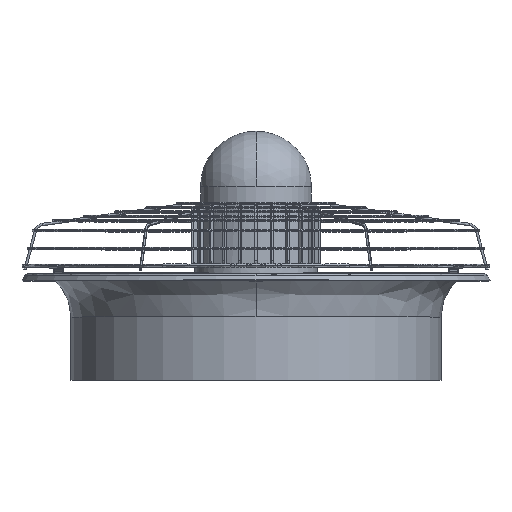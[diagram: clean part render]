
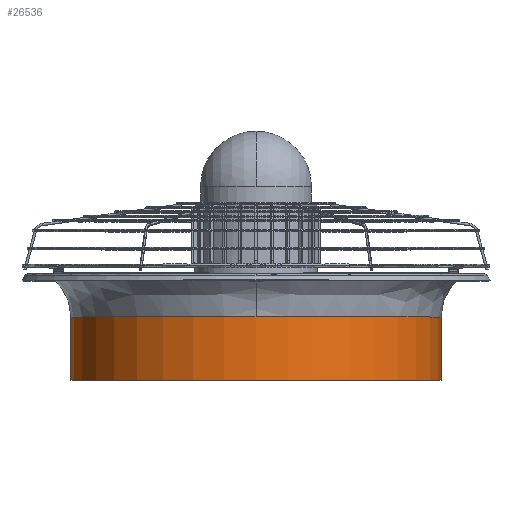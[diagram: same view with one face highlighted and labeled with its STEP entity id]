
A CAD part, top view. The second image highlights one B-rep face of the part: STEP entity #26536.
In plain terms, the highlighted cylindrical face has radius 257 mm (diameter 514 mm), a partial arc.
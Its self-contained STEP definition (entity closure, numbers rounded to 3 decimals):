
#700 = CARTESIAN_POINT ( 'NONE',  ( -221.9, 672.568, 0. ) ) ;
#1479 = CARTESIAN_POINT ( 'NONE',  ( 35.1, 628.568, 0. ) ) ;
#1799 = DIRECTION ( 'NONE',  ( 0., -1., 0. ) ) ;
#2198 = CARTESIAN_POINT ( 'NONE',  ( 35.1, 672.568, 0. ) ) ;
#2769 = ORIENTED_EDGE ( 'NONE', *, *, #42188, .F. ) ;
#3467 = VERTEX_POINT ( 'NONE', #700 ) ;
#4057 = ORIENTED_EDGE ( 'NONE', *, *, #41181, .T. ) ;
#5097 = CARTESIAN_POINT ( 'NONE',  ( 35.1, 672.568, 0. ) ) ;
#7775 = CIRCLE ( 'NONE', #8832, 257. ) ;
#8591 = CARTESIAN_POINT ( 'NONE',  ( 292.1, 628.568, 0. ) ) ;
#8832 = AXIS2_PLACEMENT_3D ( 'NONE', #29283, #16039, #44059 ) ;
#10668 = CARTESIAN_POINT ( 'NONE',  ( -221.9, 628.568, 0. ) ) ;
#15831 = LINE ( 'NONE', #10668, #34924 ) ;
#16039 = DIRECTION ( 'NONE',  ( 0., 1., 0. ) ) ;
#16311 = DIRECTION ( 'NONE',  ( 1., 0., 0. ) ) ;
#17446 = CIRCLE ( 'NONE', #30546, 257. ) ;
#17935 = AXIS2_PLACEMENT_3D ( 'NONE', #5097, #32563, #35162 ) ;
#19256 = CARTESIAN_POINT ( 'NONE',  ( -221.9, 584.568, 0. ) ) ;
#22476 = DIRECTION ( 'NONE',  ( 0., -1., 0. ) ) ;
#26183 = DIRECTION ( 'NONE',  ( 1., 0., 0. ) ) ;
#26496 = AXIS2_PLACEMENT_3D ( 'NONE', #1479, #1799, #16311 ) ;
#26536 = ADVANCED_FACE ( 'NONE', ( #30138 ), #27395, .T. ) ;
#27251 = EDGE_CURVE ( 'NONE', #3467, #37537, #15831, .T. ) ;
#27395 = CYLINDRICAL_SURFACE ( 'NONE', #26496, 257. ) ;
#27425 = ORIENTED_EDGE ( 'NONE', *, *, #42817, .T. ) ;
#29283 = CARTESIAN_POINT ( 'NONE',  ( 35.1, 584.568, 0. ) ) ;
#30138 = FACE_OUTER_BOUND ( 'NONE', #33962, .T. ) ;
#30546 = AXIS2_PLACEMENT_3D ( 'NONE', #2198, #33337, #26183 ) ;
#31230 = VERTEX_POINT ( 'NONE', #36453 ) ;
#32563 = DIRECTION ( 'NONE',  ( 0., -1., 0. ) ) ;
#33182 = ORIENTED_EDGE ( 'NONE', *, *, #27251, .T. ) ;
#33337 = DIRECTION ( 'NONE',  ( 0., -1., 0. ) ) ;
#33962 = EDGE_LOOP ( 'NONE', ( #27425, #4057, #33182, #44596, #2769 ) ) ;
#34206 = CARTESIAN_POINT ( 'NONE',  ( 35.1, 672.568, 257. ) ) ;
#34381 = DIRECTION ( 'NONE',  ( 0., -1., 0. ) ) ;
#34469 = VECTOR ( 'NONE', #22476, 1000. ) ;
#34924 = VECTOR ( 'NONE', #34381, 1000. ) ;
#35162 = DIRECTION ( 'NONE',  ( 1., 0., 0. ) ) ;
#36453 = CARTESIAN_POINT ( 'NONE',  ( 292.1, 584.568, 0. ) ) ;
#37537 = VERTEX_POINT ( 'NONE', #19256 ) ;
#38006 = EDGE_CURVE ( 'NONE', #37537, #31230, #7775, .T. ) ;
#38624 = VERTEX_POINT ( 'NONE', #34206 ) ;
#39727 = VERTEX_POINT ( 'NONE', #40303 ) ;
#40303 = CARTESIAN_POINT ( 'NONE',  ( 292.1, 672.568, 0. ) ) ;
#41181 = EDGE_CURVE ( 'NONE', #38624, #3467, #42229, .T. ) ;
#42188 = EDGE_CURVE ( 'NONE', #39727, #31230, #43735, .T. ) ;
#42229 = CIRCLE ( 'NONE', #17935, 257. ) ;
#42817 = EDGE_CURVE ( 'NONE', #39727, #38624, #17446, .T. ) ;
#43735 = LINE ( 'NONE', #8591, #34469 ) ;
#44059 = DIRECTION ( 'NONE',  ( 1., 0., 0. ) ) ;
#44596 = ORIENTED_EDGE ( 'NONE', *, *, #38006, .T. ) ;
